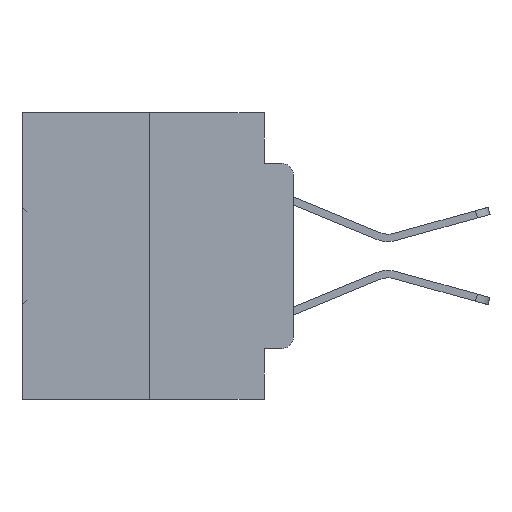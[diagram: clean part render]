
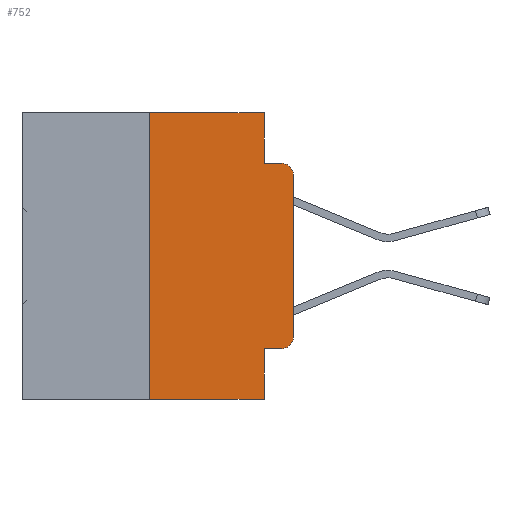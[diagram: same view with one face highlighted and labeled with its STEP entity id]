
A CAD part, left-side view. The second image highlights one B-rep face of the part: STEP entity #752.
In plain terms, the highlighted planar face has unit normal (-1, 0, 0).
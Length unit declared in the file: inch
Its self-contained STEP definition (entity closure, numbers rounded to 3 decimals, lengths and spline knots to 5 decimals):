
#185 = ORIENTED_EDGE ( 'NONE', *, *, #27700, .F. ) ;
#601 = VERTEX_POINT ( 'NONE', #6976 ) ;
#752 = ADVANCED_FACE ( 'NONE', ( #27348 ), #5187, .F. ) ;
#1816 = VERTEX_POINT ( 'NONE', #19510 ) ;
#2444 = VECTOR ( 'NONE', #13859, 39.37008 ) ;
#2658 = VERTEX_POINT ( 'NONE', #4925 ) ;
#2916 = ORIENTED_EDGE ( 'NONE', *, *, #10295, .F. ) ;
#3336 = LINE ( 'NONE', #18262, #2444 ) ;
#4925 = CARTESIAN_POINT ( 'NONE',  ( 0., 0.051, -0.5 ) ) ;
#5018 = EDGE_CURVE ( 'NONE', #6887, #18460, #27407, .T. ) ;
#5149 = ORIENTED_EDGE ( 'NONE', *, *, #26792, .F. ) ;
#5187 = PLANE ( 'NONE',  #19945 ) ;
#5335 = EDGE_CURVE ( 'NONE', #5504, #1816, #3336, .T. ) ;
#5486 = DIRECTION ( 'NONE',  ( 1., 0., 0. ) ) ;
#5504 = VERTEX_POINT ( 'NONE', #23950 ) ;
#5640 = LINE ( 'NONE', #6685, #32971 ) ;
#5703 = DIRECTION ( 'NONE',  ( -1., 0., 0. ) ) ;
#5920 = DIRECTION ( 'NONE',  ( 0., -1., 0. ) ) ;
#6010 = DIRECTION ( 'NONE',  ( 0., -1., 0. ) ) ;
#6685 = CARTESIAN_POINT ( 'NONE',  ( 0., 0.051, -0.0885 ) ) ;
#6812 = LINE ( 'NONE', #25104, #26850 ) ;
#6887 = VERTEX_POINT ( 'NONE', #28596 ) ;
#6976 = CARTESIAN_POINT ( 'NONE',  ( 0., 0.02, -0.0885 ) ) ;
#7209 = VECTOR ( 'NONE', #5920, 39.37008 ) ;
#7783 = ORIENTED_EDGE ( 'NONE', *, *, #5335, .F. ) ;
#8077 = LINE ( 'NONE', #25016, #7209 ) ;
#8304 = AXIS2_PLACEMENT_3D ( 'NONE', #22087, #5703, #24825 ) ;
#8481 = CARTESIAN_POINT ( 'NONE',  ( 0., 0.473, 0. ) ) ;
#9148 = EDGE_CURVE ( 'NONE', #16757, #6887, #25778, .T. ) ;
#10295 = EDGE_CURVE ( 'NONE', #16473, #2658, #35373, .T. ) ;
#10403 = CARTESIAN_POINT ( 'NONE',  ( 0., 0.051, -0.0885 ) ) ;
#10736 = ORIENTED_EDGE ( 'NONE', *, *, #19694, .T. ) ;
#10964 = EDGE_CURVE ( 'NONE', #16473, #16757, #6812, .T. ) ;
#11348 = VERTEX_POINT ( 'NONE', #10403 ) ;
#11971 = VECTOR ( 'NONE', #33625, 39.37008 ) ;
#12041 = VECTOR ( 'NONE', #31333, 39.37008 ) ;
#12879 = ORIENTED_EDGE ( 'NONE', *, *, #9148, .T. ) ;
#13859 = DIRECTION ( 'NONE',  ( 0., 0., 1. ) ) ;
#13931 = CARTESIAN_POINT ( 'NONE',  ( 0., 0., 0. ) ) ;
#14033 = CARTESIAN_POINT ( 'NONE',  ( 0., 0.02, -0.3915 ) ) ;
#14554 = CARTESIAN_POINT ( 'NONE',  ( 0., 0.473, 0. ) ) ;
#16473 = VERTEX_POINT ( 'NONE', #28106 ) ;
#16757 = VERTEX_POINT ( 'NONE', #34725 ) ;
#16760 = DIRECTION ( 'NONE',  ( 0., 0., -1. ) ) ;
#18262 = CARTESIAN_POINT ( 'NONE',  ( 0., 0.25, 0. ) ) ;
#18329 = EDGE_LOOP ( 'NONE', ( #24397, #10736, #5149, #35022, #185, #7783, #22281, #2916, #19297, #12879 ) ) ;
#18460 = VERTEX_POINT ( 'NONE', #19278 ) ;
#19278 = CARTESIAN_POINT ( 'NONE',  ( 0., 0., -0.1085 ) ) ;
#19293 = VECTOR ( 'NONE', #31656, 39.37008 ) ;
#19297 = ORIENTED_EDGE ( 'NONE', *, *, #10964, .T. ) ;
#19510 = CARTESIAN_POINT ( 'NONE',  ( 0., 0.25, 0. ) ) ;
#19694 = EDGE_CURVE ( 'NONE', #18460, #601, #34576, .T. ) ;
#19945 = AXIS2_PLACEMENT_3D ( 'NONE', #8481, #5486, #22094 ) ;
#20068 = VECTOR ( 'NONE', #30373, 39.37008 ) ;
#21096 = CARTESIAN_POINT ( 'NONE',  ( 0., 0.051, 0. ) ) ;
#22087 = CARTESIAN_POINT ( 'NONE',  ( 0., 0.02, -0.1085 ) ) ;
#22094 = DIRECTION ( 'NONE',  ( 0., 0., -1. ) ) ;
#22281 = ORIENTED_EDGE ( 'NONE', *, *, #23293, .T. ) ;
#23293 = EDGE_CURVE ( 'NONE', #5504, #2658, #8077, .T. ) ;
#23950 = CARTESIAN_POINT ( 'NONE',  ( 0., 0.25, -0.5 ) ) ;
#24397 = ORIENTED_EDGE ( 'NONE', *, *, #5018, .T. ) ;
#24825 = DIRECTION ( 'NONE',  ( 0., 0., -1. ) ) ;
#25016 = CARTESIAN_POINT ( 'NONE',  ( 0., 0.473, -0.5 ) ) ;
#25104 = CARTESIAN_POINT ( 'NONE',  ( 0., 0.051, -0.4115 ) ) ;
#25778 = CIRCLE ( 'NONE', #30183, 0.02 ) ;
#26792 = EDGE_CURVE ( 'NONE', #11348, #601, #5640, .T. ) ;
#26850 = VECTOR ( 'NONE', #6010, 39.37008 ) ;
#26851 = EDGE_CURVE ( 'NONE', #29823, #11348, #32089, .T. ) ;
#27348 = FACE_OUTER_BOUND ( 'NONE', #18329, .T. ) ;
#27407 = LINE ( 'NONE', #13931, #19293 ) ;
#27650 = CARTESIAN_POINT ( 'NONE',  ( 0., 0.051, 0. ) ) ;
#27700 = EDGE_CURVE ( 'NONE', #1816, #29823, #33742, .T. ) ;
#28106 = CARTESIAN_POINT ( 'NONE',  ( 0., 0.051, -0.4115 ) ) ;
#28498 = DIRECTION ( 'NONE',  ( 0., -1., 0. ) ) ;
#28596 = CARTESIAN_POINT ( 'NONE',  ( 0., 0., -0.3915 ) ) ;
#28616 = CARTESIAN_POINT ( 'NONE',  ( 0., 0.051, 0. ) ) ;
#29823 = VERTEX_POINT ( 'NONE', #21096 ) ;
#30183 = AXIS2_PLACEMENT_3D ( 'NONE', #14033, #33097, #16760 ) ;
#30373 = DIRECTION ( 'NONE',  ( 0., 0., -1. ) ) ;
#31333 = DIRECTION ( 'NONE',  ( 0., 0., -1. ) ) ;
#31656 = DIRECTION ( 'NONE',  ( 0., 0., 1. ) ) ;
#32089 = LINE ( 'NONE', #28616, #12041 ) ;
#32971 = VECTOR ( 'NONE', #28498, 39.37008 ) ;
#33097 = DIRECTION ( 'NONE',  ( -1., 0., 0. ) ) ;
#33625 = DIRECTION ( 'NONE',  ( 0., -1., 0. ) ) ;
#33742 = LINE ( 'NONE', #14554, #11971 ) ;
#34576 = CIRCLE ( 'NONE', #8304, 0.02 ) ;
#34725 = CARTESIAN_POINT ( 'NONE',  ( 0., 0.02, -0.4115 ) ) ;
#35022 = ORIENTED_EDGE ( 'NONE', *, *, #26851, .F. ) ;
#35373 = LINE ( 'NONE', #27650, #20068 ) ;
